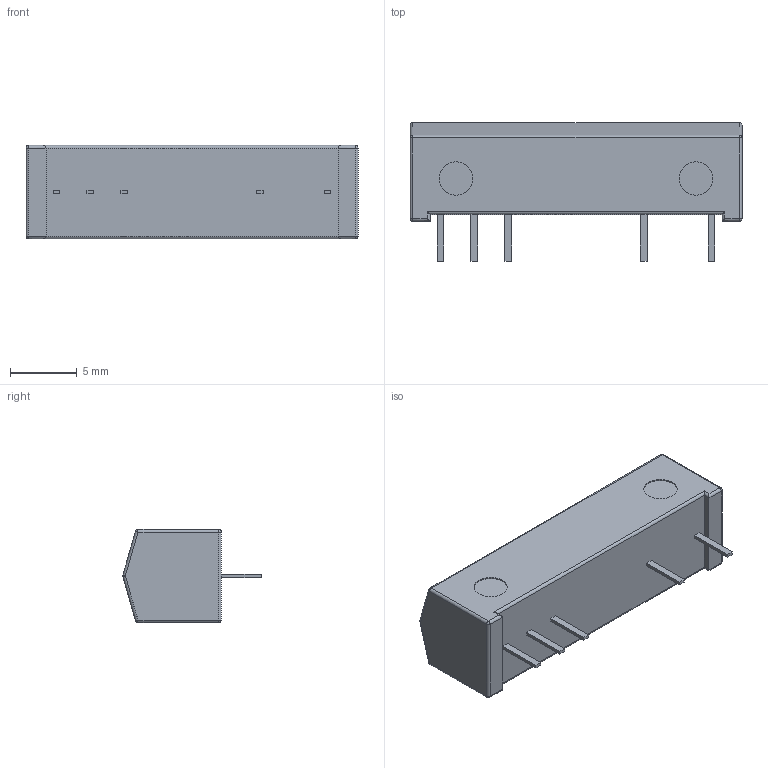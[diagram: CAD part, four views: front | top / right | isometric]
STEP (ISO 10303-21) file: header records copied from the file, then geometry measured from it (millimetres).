
FILE_DESCRIPTION (( 'STEP AP214' ), '1' );
FILE_NAME ('HE3321C1200.STEP', '2024-08-01T14:39:37', ( '' ), ( '' ), 'SwSTEP 2.0', 'SolidWorks 2023', '' );
FILE_SCHEMA (( 'AUTOMOTIVE_DESIGN' ));
Length unit declared in the file: millimetre
Products named in the file (1): HE3321C1200
Bounding box: 24.9 x 10.39 x 7 mm (x, y, z)
Volume: 1124.6 mm3; surface area: 772.6 mm2
Topology: 1 solids, 1 shells, 75 faces, 170 edges, 96 vertices
Faces by surface type: plane 38, cylinder 27, sphere 10
Entity records: 2541 total; most frequent: CARTESIAN_POINT 354, DIRECTION 342, ORIENTED_EDGE 320, EDGE_CURVE 160, LINE 114, VECTOR 114, AXIS2_PLACEMENT_3D 114, VERTEX_POINT 94
